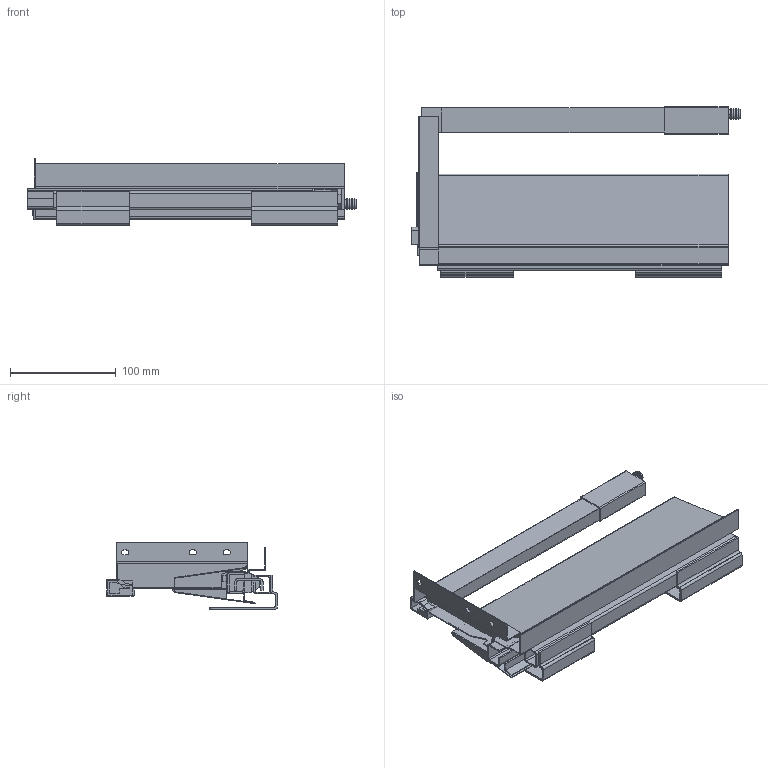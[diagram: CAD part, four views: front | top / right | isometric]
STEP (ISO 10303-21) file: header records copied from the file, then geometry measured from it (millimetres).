
FILE_DESCRIPTION (( 'STEP AP214' ), '1' );
FILE_NAME ('F000461,F000467-CLOSED_RIGHT_3D.step', '2022-10-10T14:47:48', ( '' ), ( '' ), 'SwSTEP 2.0', 'SolidWorks 2020', '' );
FILE_SCHEMA (( 'AUTOMOTIVE_DESIGN' ));
Length unit declared in the file: millimetre
Products named in the file (11): NX40-300-RELING HRANATY VNEJSI PRAVY; NX40-300-CLOSED_RIGHT_3D; NX40-300-STREDNI; NX40-Koncovka hranateho relingu vnejsi-PRAVA; F000461,F000467-CLOSED_RIGHT_3D; NX40-BOCNICE-SESTAVA-H140-1xHRANATY RELING-300-PRAVA; NX40-300-VNITRNI PRAVY; NX40-300-VNEJSI PRAVY; NX40-drzak zad-H140-PRAVY; NX40-Reling-SQUARE-300-BEZ DRZAKU; Riex NX40 Bocnice-300-H86-PRAVA
Assembly tree (10 placements, depth 4):
  F000461,F000467-CLOSED_RIGHT_3D
    NX40-300-CLOSED_RIGHT_3D
      NX40-300-VNEJSI PRAVY
      NX40-300-STREDNI
      NX40-300-VNITRNI PRAVY
    NX40-BOCNICE-SESTAVA-H140-1xHRANATY RELING-300-PRAVA
      Riex NX40 Bocnice-300-H86-PRAVA
      NX40-drzak zad-H140-PRAVY
      NX40-300-RELING HRANATY VNEJSI PRAVY
        NX40-Reling-SQUARE-300-BEZ DRZAKU
        NX40-Koncovka hranateho relingu vnejsi-PRAVA
Bounding box: 310 x 161.25 x 62.5 mm (x, y, z)
Volume: 180836 mm3; surface area: 352181.4 mm2
Topology: 16 solids, 17 shells, 383 faces, 981 edges, 640 vertices
Faces by surface type: plane 228, cylinder 107, cone 48
Entity records: 12162 total; most frequent: DIRECTION 2055, CARTESIAN_POINT 2020, ORIENTED_EDGE 1962, EDGE_CURVE 981, VECTOR 705, LINE 705, AXIS2_PLACEMENT_3D 675, VERTEX_POINT 640
